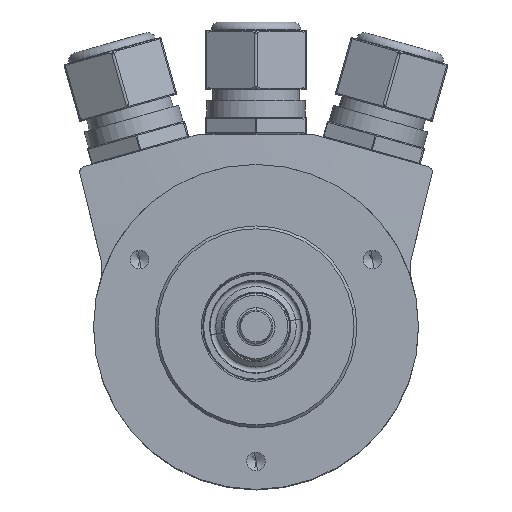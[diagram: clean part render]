
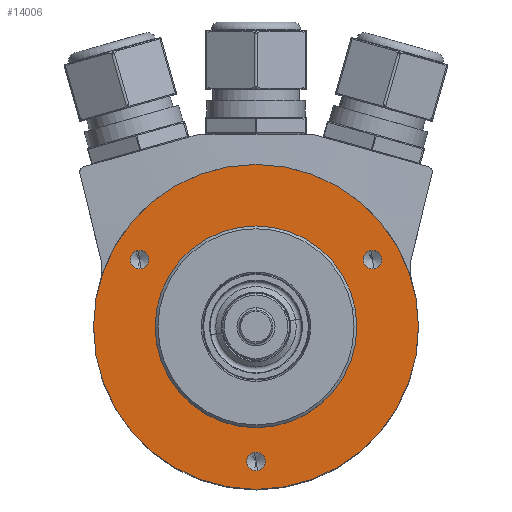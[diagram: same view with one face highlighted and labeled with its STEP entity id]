
A CAD part, top view. The second image highlights one B-rep face of the part: STEP entity #14006.
In plain terms, the highlighted planar face has unit normal (0, 0, 1).
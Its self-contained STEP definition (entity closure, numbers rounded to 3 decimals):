
#1967=CARTESIAN_POINT('',(0.,0.,20.5));
#1968=DIRECTION('',(0.,0.,1.));
#1969=DIRECTION('',(0.985,0.174,0.));
#1970=AXIS2_PLACEMENT_3D('',#1967,#1968,#1969);
#1972=CARTESIAN_POINT('',(0.,0.,20.5));
#1973=DIRECTION('',(0.,0.,-1.));
#1974=DIRECTION('',(0.985,0.174,0.));
#1975=AXIS2_PLACEMENT_3D('',#1972,#1973,#1974);
#1977=CARTESIAN_POINT('',(0.,-24.,20.5));
#1978=DIRECTION('',(0.,0.,1.));
#1979=DIRECTION('',(-0.174,0.985,0.));
#1980=AXIS2_PLACEMENT_3D('',#1977,#1978,#1979);
#1982=CARTESIAN_POINT('',(0.,-24.,20.5));
#1983=DIRECTION('',(0.,0.,1.));
#1984=DIRECTION('',(0.174,-0.985,0.));
#1985=AXIS2_PLACEMENT_3D('',#1982,#1983,#1984);
#1987=CARTESIAN_POINT('',(-20.785,12.,20.5));
#1988=DIRECTION('',(0.,0.,1.));
#1989=DIRECTION('',(-0.174,0.985,0.));
#1990=AXIS2_PLACEMENT_3D('',#1987,#1988,#1989);
#1992=CARTESIAN_POINT('',(-20.785,12.,20.5));
#1993=DIRECTION('',(0.,0.,1.));
#1994=DIRECTION('',(0.174,-0.985,0.));
#1995=AXIS2_PLACEMENT_3D('',#1992,#1993,#1994);
#1997=CARTESIAN_POINT('',(20.785,12.,20.5));
#1998=DIRECTION('',(0.,0.,1.));
#1999=DIRECTION('',(-0.174,0.985,0.));
#2000=AXIS2_PLACEMENT_3D('',#1997,#1998,#1999);
#2002=CARTESIAN_POINT('',(20.785,12.,20.5));
#2003=DIRECTION('',(0.,0.,1.));
#2004=DIRECTION('',(0.174,-0.985,0.));
#2005=AXIS2_PLACEMENT_3D('',#2002,#2003,#2004);
#2007=CARTESIAN_POINT('',(0.,0.,20.5));
#2008=DIRECTION('',(0.,0.,1.));
#2009=DIRECTION('',(0.985,0.174,0.));
#2010=AXIS2_PLACEMENT_3D('',#2007,#2008,#2009);
#2017=CARTESIAN_POINT('',(0.,0.,20.5));
#2018=DIRECTION('',(0.,0.,1.));
#2019=DIRECTION('',(-0.985,-0.174,0.));
#2020=AXIS2_PLACEMENT_3D('',#2017,#2018,#2019);
#11267=CARTESIAN_POINT('',(17.727,3.126,20.5));
#11268=CARTESIAN_POINT('',(-17.727,-3.126,20.5));
#11269=VERTEX_POINT('',#11267);
#11270=VERTEX_POINT('',#11268);
#11271=CARTESIAN_POINT('',(28.559,5.036,20.5));
#11272=CARTESIAN_POINT('',(-28.559,-5.036,20.5));
#11273=VERTEX_POINT('',#11271);
#11274=VERTEX_POINT('',#11272);
#11281=CARTESIAN_POINT('',(-0.287,-22.375,20.5));
#11282=VERTEX_POINT('',#11281);
#11283=CARTESIAN_POINT('',(0.287,-25.625,20.5));
#11284=VERTEX_POINT('',#11283);
#11291=CARTESIAN_POINT('',(-21.071,13.625,20.5));
#11292=VERTEX_POINT('',#11291);
#11293=CARTESIAN_POINT('',(-20.498,10.375,20.5));
#11294=VERTEX_POINT('',#11293);
#11301=CARTESIAN_POINT('',(20.498,13.625,20.5));
#11302=VERTEX_POINT('',#11301);
#11303=CARTESIAN_POINT('',(21.071,10.375,20.5));
#11304=VERTEX_POINT('',#11303);
#13973=CARTESIAN_POINT('',(0.,0.,20.5));
#13974=DIRECTION('',(0.,0.,1.));
#13975=DIRECTION('',(0.985,0.174,0.));
#13976=AXIS2_PLACEMENT_3D('',#13973,#13974,#13975);
#13977=PLANE('',#13976);
#13979=ORIENTED_EDGE('',*,*,#13978,.F.);
#13981=ORIENTED_EDGE('',*,*,#13980,.F.);
#13982=EDGE_LOOP('',(#13979,#13981));
#13983=FACE_OUTER_BOUND('',#13982,.F.);
#13984=ORIENTED_EDGE('',*,*,#13967,.T.);
#13985=ORIENTED_EDGE('',*,*,#13953,.F.);
#13986=EDGE_LOOP('',(#13984,#13985));
#13987=FACE_BOUND('',#13986,.F.);
#13989=ORIENTED_EDGE('',*,*,#13988,.T.);
#13991=ORIENTED_EDGE('',*,*,#13990,.T.);
#13992=EDGE_LOOP('',(#13989,#13991));
#13993=FACE_BOUND('',#13992,.F.);
#13995=ORIENTED_EDGE('',*,*,#13994,.T.);
#13997=ORIENTED_EDGE('',*,*,#13996,.T.);
#13998=EDGE_LOOP('',(#13995,#13997));
#13999=FACE_BOUND('',#13998,.F.);
#14001=ORIENTED_EDGE('',*,*,#14000,.T.);
#14003=ORIENTED_EDGE('',*,*,#14002,.T.);
#14004=EDGE_LOOP('',(#14001,#14003));
#14005=FACE_BOUND('',#14004,.F.);
#1971=CIRCLE('',#1970,18.);
#1976=CIRCLE('',#1975,18.);
#1981=CIRCLE('',#1980,1.65);
#1986=CIRCLE('',#1985,1.65);
#1991=CIRCLE('',#1990,1.65);
#1996=CIRCLE('',#1995,1.65);
#2001=CIRCLE('',#2000,1.65);
#2006=CIRCLE('',#2005,1.65);
#2011=CIRCLE('',#2010,29.);
#2021=CIRCLE('',#2020,29.);
#13953=EDGE_CURVE('',#11269,#11270,#1976,.T.);
#13967=EDGE_CURVE('',#11269,#11270,#1971,.T.);
#13978=EDGE_CURVE('',#11273,#11274,#2011,.T.);
#13980=EDGE_CURVE('',#11274,#11273,#2021,.T.);
#13988=EDGE_CURVE('',#11282,#11284,#1981,.T.);
#13990=EDGE_CURVE('',#11284,#11282,#1986,.T.);
#13994=EDGE_CURVE('',#11292,#11294,#1991,.T.);
#13996=EDGE_CURVE('',#11294,#11292,#1996,.T.);
#14000=EDGE_CURVE('',#11302,#11304,#2001,.T.);
#14002=EDGE_CURVE('',#11304,#11302,#2006,.T.);
#14006=ADVANCED_FACE('',(#13983,#13987,#13993,#13999,#14005),#13977,.T.);
